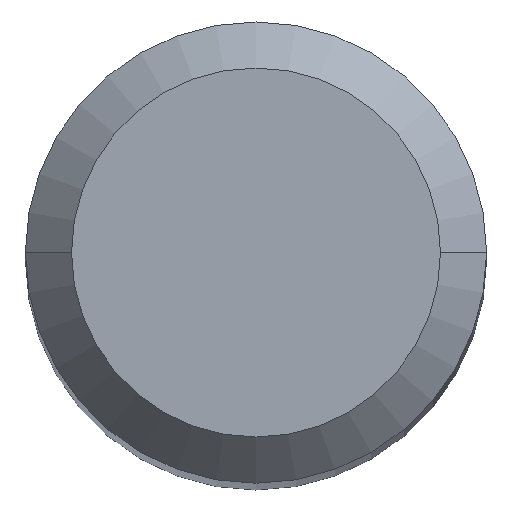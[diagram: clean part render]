
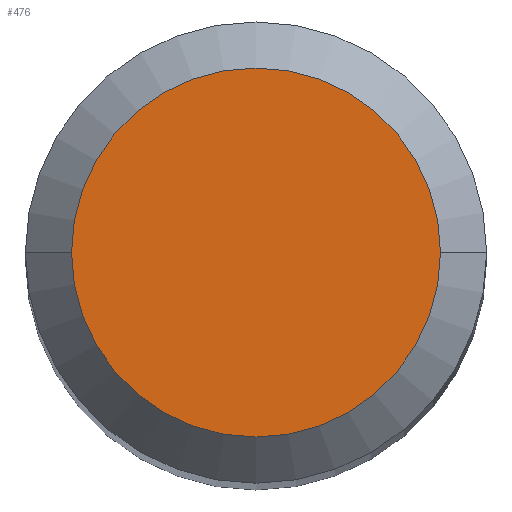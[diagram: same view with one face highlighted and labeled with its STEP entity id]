
A CAD part, top view. The second image highlights one B-rep face of the part: STEP entity #476.
In plain terms, the highlighted planar face has unit normal (0, 0, 1).
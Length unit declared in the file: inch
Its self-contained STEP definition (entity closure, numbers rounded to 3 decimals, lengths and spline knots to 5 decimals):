
#48 = VERTEX_POINT ( 'NONE', #281 ) ;
#56 = CARTESIAN_POINT ( 'NONE',  ( 0., 0., 0. ) ) ;
#79 = CARTESIAN_POINT ( 'NONE',  ( 0., 0., 0. ) ) ;
#104 = DIRECTION ( 'NONE',  ( 1., 0., 0. ) ) ;
#106 = CARTESIAN_POINT ( 'NONE',  ( 0.063, 0., 0. ) ) ;
#114 = VERTEX_POINT ( 'NONE', #106 ) ;
#133 = DIRECTION ( 'NONE',  ( 0., 0., 1. ) ) ;
#157 = PLANE ( 'NONE',  #479 ) ;
#168 = EDGE_CURVE ( 'NONE', #114, #48, #486, .T. ) ;
#187 = ORIENTED_EDGE ( 'NONE', *, *, #168, .T. ) ;
#204 = FACE_OUTER_BOUND ( 'NONE', #469, .T. ) ;
#271 = AXIS2_PLACEMENT_3D ( 'NONE', #341, #133, #104 ) ;
#281 = CARTESIAN_POINT ( 'NONE',  ( -0.063, 0., 0. ) ) ;
#313 = DIRECTION ( 'NONE',  ( 0., 0., 1. ) ) ;
#317 = ORIENTED_EDGE ( 'NONE', *, *, #333, .T. ) ;
#333 = EDGE_CURVE ( 'NONE', #48, #114, #459, .T. ) ;
#341 = CARTESIAN_POINT ( 'NONE',  ( 0., 0., 0. ) ) ;
#346 = DIRECTION ( 'NONE',  ( 1., 0., 0. ) ) ;
#361 = DIRECTION ( 'NONE',  ( 0., 0., -1. ) ) ;
#363 = DIRECTION ( 'NONE',  ( -1., 0., 0. ) ) ;
#433 = AXIS2_PLACEMENT_3D ( 'NONE', #79, #313, #346 ) ;
#459 = CIRCLE ( 'NONE', #433, 0.063 ) ;
#469 = EDGE_LOOP ( 'NONE', ( #317, #187 ) ) ;
#476 = ADVANCED_FACE ( 'NONE', ( #204 ), #157, .F. ) ;
#479 = AXIS2_PLACEMENT_3D ( 'NONE', #56, #361, #363 ) ;
#486 = CIRCLE ( 'NONE', #271, 0.063 ) ;
